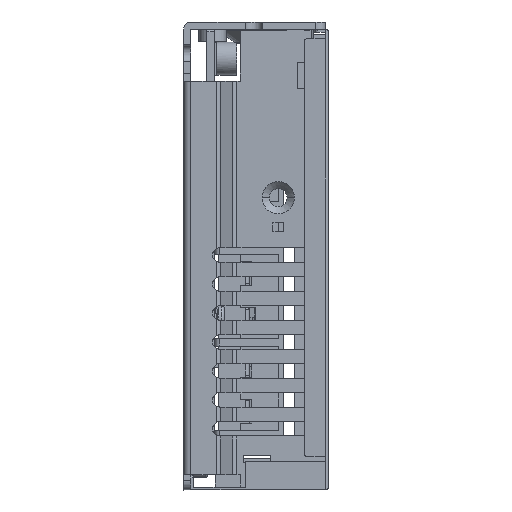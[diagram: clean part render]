
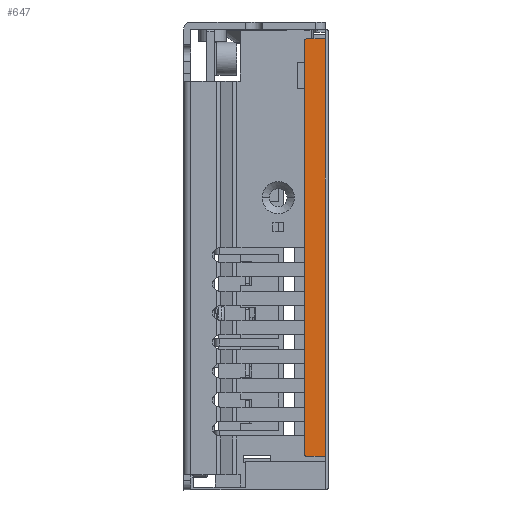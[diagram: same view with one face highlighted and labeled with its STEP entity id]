
A CAD part, front view. The second image highlights one B-rep face of the part: STEP entity #647.
In plain terms, the highlighted face is planar.
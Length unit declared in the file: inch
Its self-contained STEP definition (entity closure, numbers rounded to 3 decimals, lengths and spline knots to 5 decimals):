
#647 = ADVANCED_FACE ( 'NONE', ( #84561 ), #100056, .T. ) ;
#3642 = AXIS2_PLACEMENT_3D ( 'NONE', #43974, #26874, #10845 ) ;
#3660 = EDGE_CURVE ( 'NONE', #41403, #4979, #19241, .T. ) ;
#4324 = VECTOR ( 'NONE', #94390, 39.37008 ) ;
#4979 = VERTEX_POINT ( 'NONE', #18216 ) ;
#6920 = ORIENTED_EDGE ( 'NONE', *, *, #32363, .F. ) ;
#10154 = CARTESIAN_POINT ( 'NONE',  ( -0.15748, 0.94488, -4.82677 ) ) ;
#10347 = CARTESIAN_POINT ( 'NONE',  ( -3.54331, 0.94488, -4.82677 ) ) ;
#10845 = DIRECTION ( 'NONE',  ( -1., 0., 0. ) ) ;
#13856 = EDGE_LOOP ( 'NONE', ( #15530, #87122, #26171, #33345, #6920, #49159 ) ) ;
#15530 = ORIENTED_EDGE ( 'NONE', *, *, #40719, .F. ) ;
#18216 = CARTESIAN_POINT ( 'NONE',  ( -3.54331, 1.09843, -4.82677 ) ) ;
#18943 = EDGE_CURVE ( 'NONE', #63940, #74037, #76803, .T. ) ;
#19241 = LINE ( 'NONE', #51850, #41540 ) ;
#25078 = VERTEX_POINT ( 'NONE', #78087 ) ;
#26171 = ORIENTED_EDGE ( 'NONE', *, *, #86557, .F. ) ;
#26874 = DIRECTION ( 'NONE',  ( 0., 0., -1. ) ) ;
#32363 = EDGE_CURVE ( 'NONE', #74037, #25078, #66889, .T. ) ;
#33345 = ORIENTED_EDGE ( 'NONE', *, *, #50730, .F. ) ;
#35783 = DIRECTION ( 'NONE',  ( -1., 0., 0. ) ) ;
#38402 = VECTOR ( 'NONE', #52559, 39.37008 ) ;
#40719 = EDGE_CURVE ( 'NONE', #4979, #63940, #76594, .T. ) ;
#41403 = VERTEX_POINT ( 'NONE', #43772 ) ;
#41504 = CARTESIAN_POINT ( 'NONE',  ( -3.52362, 0.94488, -4.82677 ) ) ;
#41540 = VECTOR ( 'NONE', #84414, 39.37008 ) ;
#43772 = CARTESIAN_POINT ( 'NONE',  ( -0.1378, 1.09843, -4.82677 ) ) ;
#43974 = CARTESIAN_POINT ( 'NONE',  ( -3.8189, 0., -4.82677 ) ) ;
#45034 = AXIS2_PLACEMENT_3D ( 'NONE', #10154, #84923, #35783 ) ;
#46128 = AXIS2_PLACEMENT_3D ( 'NONE', #41504, #74112, #73584 ) ;
#47908 = LINE ( 'NONE', #70387, #4324 ) ;
#49159 = ORIENTED_EDGE ( 'NONE', *, *, #18943, .F. ) ;
#50730 = EDGE_CURVE ( 'NONE', #25078, #58366, #91055, .T. ) ;
#51850 = CARTESIAN_POINT ( 'NONE',  ( -1.93898, 1.09843, -4.82677 ) ) ;
#52559 = DIRECTION ( 'NONE',  ( 0., -1., 0. ) ) ;
#58199 = CARTESIAN_POINT ( 'NONE',  ( -3.52362, 0.9252, -4.82677 ) ) ;
#58366 = VERTEX_POINT ( 'NONE', #105270 ) ;
#59780 = CARTESIAN_POINT ( 'NONE',  ( -3.54331, 0.94488, -4.82677 ) ) ;
#63940 = VERTEX_POINT ( 'NONE', #59780 ) ;
#66889 = LINE ( 'NONE', #99969, #98231 ) ;
#70387 = CARTESIAN_POINT ( 'NONE',  ( -0.1378, 0.94488, -4.82677 ) ) ;
#73584 = DIRECTION ( 'NONE',  ( -1., 0., 0. ) ) ;
#74037 = VERTEX_POINT ( 'NONE', #58199 ) ;
#74112 = DIRECTION ( 'NONE',  ( 0., 0., 1. ) ) ;
#76594 = LINE ( 'NONE', #10347, #38402 ) ;
#76803 = CIRCLE ( 'NONE', #46128, 0.01969 ) ;
#78087 = CARTESIAN_POINT ( 'NONE',  ( -0.15748, 0.9252, -4.82677 ) ) ;
#84414 = DIRECTION ( 'NONE',  ( -1., 0., 0. ) ) ;
#84561 = FACE_OUTER_BOUND ( 'NONE', #13856, .T. ) ;
#84923 = DIRECTION ( 'NONE',  ( 0., 0., 1. ) ) ;
#86557 = EDGE_CURVE ( 'NONE', #58366, #41403, #47908, .T. ) ;
#87122 = ORIENTED_EDGE ( 'NONE', *, *, #3660, .F. ) ;
#91055 = CIRCLE ( 'NONE', #45034, 0.01969 ) ;
#94390 = DIRECTION ( 'NONE',  ( 0., 1., 0. ) ) ;
#98231 = VECTOR ( 'NONE', #99444, 39.37008 ) ;
#99444 = DIRECTION ( 'NONE',  ( 1., 0., 0. ) ) ;
#99969 = CARTESIAN_POINT ( 'NONE',  ( -3.52362, 0.9252, -4.82677 ) ) ;
#100056 = PLANE ( 'NONE',  #3642 ) ;
#105270 = CARTESIAN_POINT ( 'NONE',  ( -0.1378, 0.94488, -4.82677 ) ) ;
